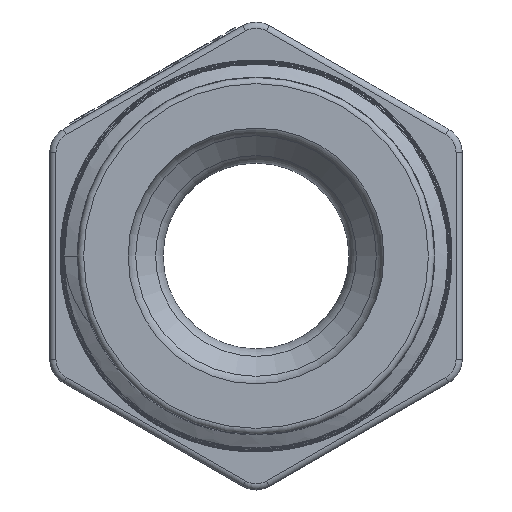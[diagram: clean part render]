
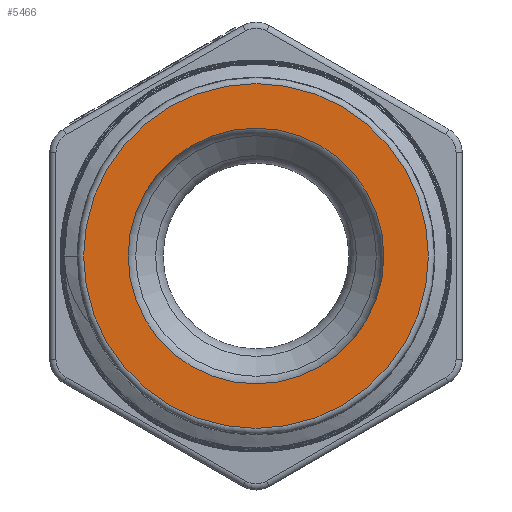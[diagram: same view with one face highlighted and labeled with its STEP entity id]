
A CAD part, left-side view. The second image highlights one B-rep face of the part: STEP entity #5466.
In plain terms, the highlighted planar face has unit normal (-1, 0, 0).
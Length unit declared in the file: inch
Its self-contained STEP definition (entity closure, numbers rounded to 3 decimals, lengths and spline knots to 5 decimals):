
#349=FACE_BOUND('',#2035,.T.);
#381=PLANE('',#5845);
#1688=FACE_OUTER_BOUND('',#2034,.T.);
#2034=EDGE_LOOP('',(#4115));
#2035=EDGE_LOOP('',(#4116));
#2392=CIRCLE('',#5841,0.83592);
#2395=CIRCLE('',#5846,0.62);
#2630=VERTEX_POINT('',#7843);
#2638=VERTEX_POINT('',#8476);
#3205=EDGE_CURVE('',#2630,#2630,#2392,.T.);
#3213=EDGE_CURVE('',#2638,#2638,#2395,.T.);
#4115=ORIENTED_EDGE('',*,*,#3205,.F.);
#4116=ORIENTED_EDGE('',*,*,#3213,.T.);
#5466=ADVANCED_FACE('',(#1688,#349),#381,.T.);
#5841=AXIS2_PLACEMENT_3D('',#7844,#6388,#6389);
#5845=AXIS2_PLACEMENT_3D('',#8475,#6396,#6397);
#5846=AXIS2_PLACEMENT_3D('',#8477,#6398,#6399);
#6388=DIRECTION('center_axis',(1.,0.,0.));
#6389=DIRECTION('ref_axis',(0.,-1.,0.));
#6396=DIRECTION('center_axis',(-1.,0.,0.));
#6397=DIRECTION('ref_axis',(0.,0.,1.));
#6398=DIRECTION('center_axis',(1.,0.,0.));
#6399=DIRECTION('ref_axis',(0.,0.,-1.));
#7843=CARTESIAN_POINT('',(0.,0.83592,0.));
#7844=CARTESIAN_POINT('Origin',(0.,0.,0.));
#8475=CARTESIAN_POINT('Origin',(0.,0.865,0.));
#8476=CARTESIAN_POINT('',(0.,0.62,0.));
#8477=CARTESIAN_POINT('Origin',(0.,0.,0.));
